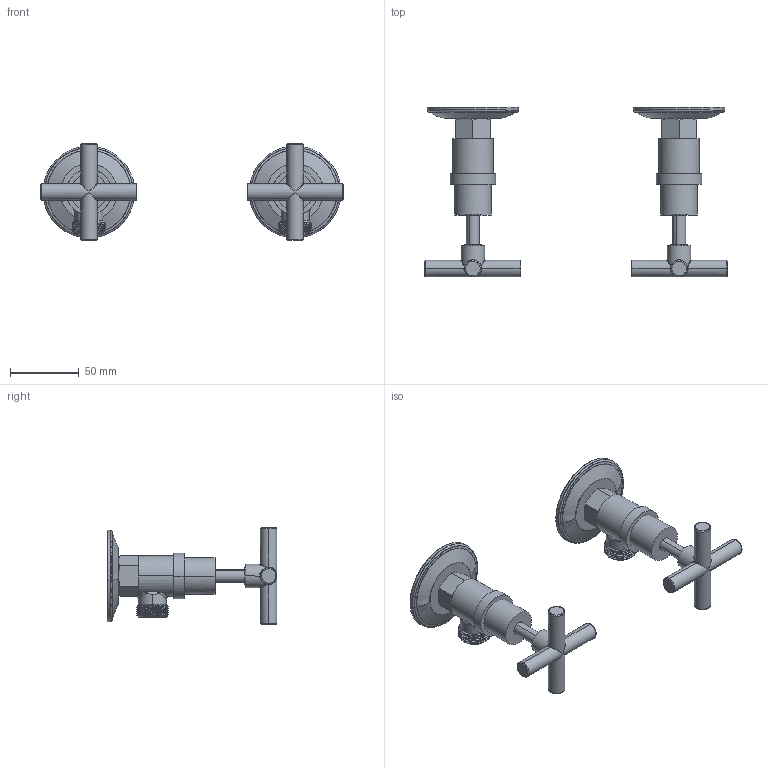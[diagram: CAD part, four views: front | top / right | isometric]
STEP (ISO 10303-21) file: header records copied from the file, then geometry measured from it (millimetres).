
FILE_DESCRIPTION(/* description */ (''),/* implementation_level */ '2;1');
FILE_NAME(/* name */ 'STEP - Posh Solus Washing Machine Stops',/* time_stamp */ '2025-05-21T09:04:01+10:00',/* author */ (''),/* organization */ (''),/* preprocessor_version */ 'ST-DEVELOPER v16.5',/* originating_system */ 'Rhino 7.37',/* authorisation */ '');
FILE_SCHEMA (('AUTOMOTIVE_DESIGN'));
Length unit declared in the file: millimetre
Products named in the file (16): Document; 2614134; 0147-3; 20699; 8745-25-223; 201229; ORING15.2-2.667; 755011; 8745-3127; 200233; 0022-1013; ORING11.4-1.831; 8745-5023; 8745-25-119; 209325
Assembly tree (17 placements, depth 4):
  Document
    Document
      2614134  x2
        0147-3
        20699
        8745-25-223
        201229
        ORING15.2-2.667
        755011
        8745-3127
        200233
        0022-1013
        ORING11.4-1.831
        8745-5023
        8745-25-119
        209325
Bounding box: 220 x 123.48 x 70 mm (x, y, z)
Volume: 110003.3 mm3; surface area: 89445.4 mm2
Topology: 28 solids, 28 shells, 954 faces, 2390 edges, 1516 vertices
Faces by surface type: cylinder 448, bspline 294, plane 212
Entity records: 38084 total; most frequent: CARTESIAN_POINT 30200, ORIENTED_EDGE 2354, EDGE_CURVE 1177, VERTEX_POINT 754, B_SPLINE_CURVE_WITH_KNOTS 611, EDGE_LOOP 515, ADVANCED_FACE 473, FACE_OUTER_BOUND 473
